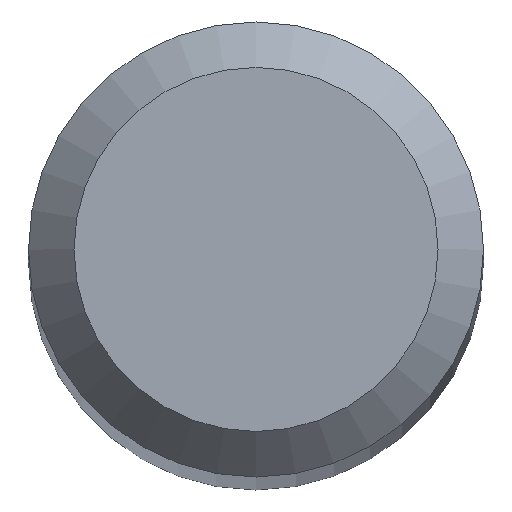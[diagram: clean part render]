
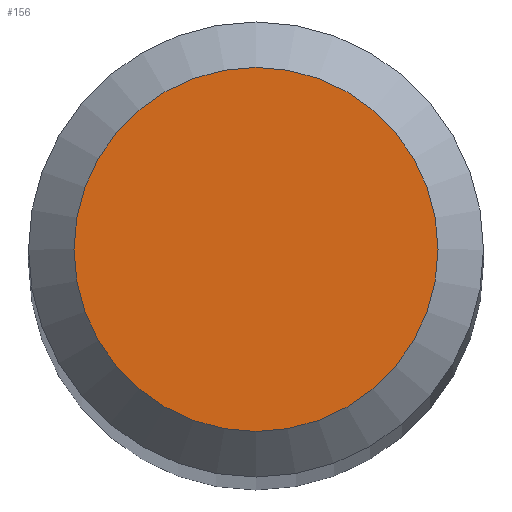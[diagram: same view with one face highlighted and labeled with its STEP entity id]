
A CAD part, top view. The second image highlights one B-rep face of the part: STEP entity #156.
In plain terms, the highlighted planar face has unit normal (0, 0, 1).
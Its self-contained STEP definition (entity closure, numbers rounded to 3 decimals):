
#27 = FACE_OUTER_BOUND ( 'NONE', #223, .T. ) ;
#46 = PLANE ( 'NONE',  #181 ) ;
#50 = EDGE_CURVE ( 'NONE', #221, #221, #70, .T. ) ;
#60 = ORIENTED_EDGE ( 'NONE', *, *, #50, .F. ) ;
#70 = CIRCLE ( 'NONE', #134, 1.2 ) ;
#96 = CARTESIAN_POINT ( 'NONE',  ( 0., 0., 60. ) ) ;
#125 = DIRECTION ( 'NONE',  ( 0., 1., 0. ) ) ;
#134 = AXIS2_PLACEMENT_3D ( 'NONE', #96, #160, #125 ) ;
#156 = ADVANCED_FACE ( 'NONE', ( #27 ), #46, .F. ) ;
#160 = DIRECTION ( 'NONE',  ( 0., 0., -1. ) ) ;
#166 = CARTESIAN_POINT ( 'NONE',  ( 0., 1.2, 60. ) ) ;
#171 = CARTESIAN_POINT ( 'NONE',  ( 0., 0., 60. ) ) ;
#176 = DIRECTION ( 'NONE',  ( 0., 1., 0. ) ) ;
#181 = AXIS2_PLACEMENT_3D ( 'NONE', #171, #206, #176 ) ;
#206 = DIRECTION ( 'NONE',  ( 0., 0., -1. ) ) ;
#221 = VERTEX_POINT ( 'NONE', #166 ) ;
#223 = EDGE_LOOP ( 'NONE', ( #60 ) ) ;
